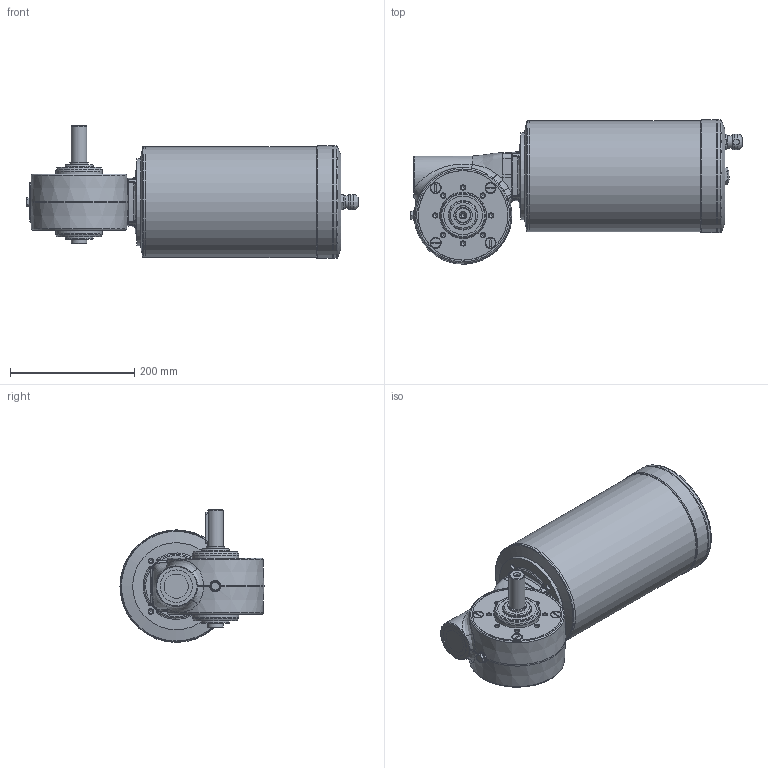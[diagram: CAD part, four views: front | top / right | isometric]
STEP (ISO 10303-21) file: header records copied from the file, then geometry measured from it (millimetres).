
FILE_DESCRIPTION( ( 'Unknown' ), '1' );
FILE_NAME( 'ABC5CF8DDBDADC4582D16F1A9D6E8FDF.3d.stp', 'Unknown', ( 'Unknown' ), ( 'Unknown' ), 'PSStep 10.1', 'Unknown', ' ' );
FILE_SCHEMA( ( 'AUTOMOTIVE_DESIGN { 1 0 10303 214 1 1 1 1 }' ) );
Length unit declared in the file: millimetre
Products named in the file (1): N638800
Bounding box: 533.8 x 231.76 x 213.7 mm (x, y, z)
Volume: 10256892 mm3; surface area: 384029.6 mm2
Topology: 1 solids, 11 shells, 550 faces, 1318 edges, 839 vertices
Faces by surface type: plane 167, cylinder 123, cone 112, bspline 108, torus 35, revolution 4, sphere 1
Full cylindrical faces by diameter (mm): 6.647 x29, 7 x1, 8 x5, 9 x8, 13 x4, 13.4 x1, 14 x4, 16.662 x1, 18 x1, 20 x1, 24 x2, 25 x3, 29.5 x1, 30 x1, 35 x1, 39 x1, 45 x2, 46 x2, 47 x1, 47.5 x2, 52 x1, 62 x2, 75 x2, 85 x1, 95 x2, 140 x1, 144 x1, 177.98 x1, 178 x2, 180.98 x2
Entity records: 30635 total; most frequent: CARTESIAN_POINT 15888, ORIENTED_EDGE 1960, DIRECTION 1957, EDGE_CURVE 980, AXIS2_PLACEMENT_3D 871, EDGE_LOOP 813, VERTEX_POINT 728, FACE_OUTER_BOUND 657
